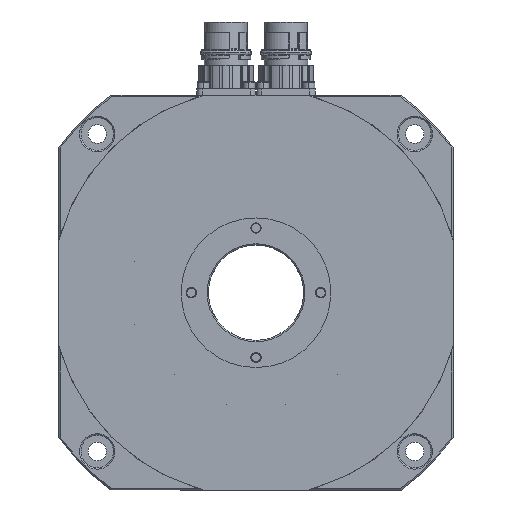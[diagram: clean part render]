
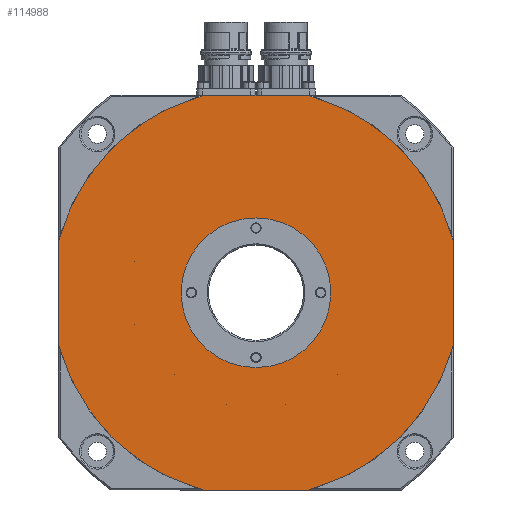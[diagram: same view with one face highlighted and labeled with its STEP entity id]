
A CAD part, left-side view. The second image highlights one B-rep face of the part: STEP entity #114988.
In plain terms, the highlighted planar face has unit normal (-1, 0, 0).
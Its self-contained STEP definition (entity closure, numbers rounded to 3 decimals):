
#11 = CARTESIAN_POINT ( 'NONE',  ( -27.5, 0., 0. ) ) ;
#489 = CARTESIAN_POINT ( 'NONE',  ( -27.5, 0., 0. ) ) ;
#1559 = CARTESIAN_POINT ( 'NONE',  ( -27.5, 72.5, 19.203 ) ) ;
#1735 = ORIENTED_EDGE ( 'NONE', *, *, #44953, .T. ) ;
#4272 = CARTESIAN_POINT ( 'NONE',  ( -27.5, -72.5, 19.203 ) ) ;
#5256 = EDGE_CURVE ( 'NONE', #82444, #24235, #63693, .T. ) ;
#7015 = CARTESIAN_POINT ( 'NONE',  ( -27.5, -72.5, -19.203 ) ) ;
#7708 = AXIS2_PLACEMENT_3D ( 'NONE', #11, #91049, #35920 ) ;
#8616 = CARTESIAN_POINT ( 'NONE',  ( -27.5, 0., 0. ) ) ;
#9443 = CARTESIAN_POINT ( 'NONE',  ( -27.5, -19.203, 72.5 ) ) ;
#9715 = DIRECTION ( 'NONE',  ( 0., 0., 1. ) ) ;
#10635 = VERTEX_POINT ( 'NONE', #9443 ) ;
#11597 = ORIENTED_EDGE ( 'NONE', *, *, #34313, .T. ) ;
#12889 = DIRECTION ( 'NONE',  ( 0., 1., 0. ) ) ;
#13045 = ORIENTED_EDGE ( 'NONE', *, *, #100592, .T. ) ;
#14303 = AXIS2_PLACEMENT_3D ( 'NONE', #83337, #28993, #64651 ) ;
#17283 = DIRECTION ( 'NONE',  ( 0., 0., 1. ) ) ;
#21354 = VERTEX_POINT ( 'NONE', #1559 ) ;
#22099 = EDGE_CURVE ( 'NONE', #25626, #41661, #30040, .T. ) ;
#22172 = ORIENTED_EDGE ( 'NONE', *, *, #93124, .T. ) ;
#24235 = VERTEX_POINT ( 'NONE', #77182 ) ;
#25626 = VERTEX_POINT ( 'NONE', #56974 ) ;
#25642 = CARTESIAN_POINT ( 'NONE',  ( -27.5, 0., 0. ) ) ;
#28078 = CIRCLE ( 'NONE', #109012, 75. ) ;
#28277 = VERTEX_POINT ( 'NONE', #4272 ) ;
#28993 = DIRECTION ( 'NONE',  ( -1., 0., 0. ) ) ;
#30040 = LINE ( 'NONE', #41645, #115185 ) ;
#30623 = VECTOR ( 'NONE', #12889, 1000. ) ;
#30744 = CARTESIAN_POINT ( 'NONE',  ( -27.5, 72.5, 72.5 ) ) ;
#32194 = VECTOR ( 'NONE', #54519, 1000. ) ;
#32342 = VERTEX_POINT ( 'NONE', #67414 ) ;
#33501 = CIRCLE ( 'NONE', #75058, 75. ) ;
#33690 = VERTEX_POINT ( 'NONE', #7015 ) ;
#34313 = EDGE_CURVE ( 'NONE', #32342, #25626, #90819, .T. ) ;
#35920 = DIRECTION ( 'NONE',  ( 0., 0., 1. ) ) ;
#35966 = DIRECTION ( 'NONE',  ( 0., 0., 1. ) ) ;
#36342 = DIRECTION ( 'NONE',  ( -1., 0., 0. ) ) ;
#41645 = CARTESIAN_POINT ( 'NONE',  ( -27.5, 72.5, -72.5 ) ) ;
#41661 = VERTEX_POINT ( 'NONE', #49146 ) ;
#42158 = FACE_BOUND ( 'NONE', #55020, .T. ) ;
#44953 = EDGE_CURVE ( 'NONE', #33690, #28277, #70519, .T. ) ;
#45370 = CARTESIAN_POINT ( 'NONE',  ( -27.5, -72.5, 72.5 ) ) ;
#49146 = CARTESIAN_POINT ( 'NONE',  ( -27.5, -19.203, -72.5 ) ) ;
#49681 = AXIS2_PLACEMENT_3D ( 'NONE', #8616, #116727, #90450 ) ;
#54519 = DIRECTION ( 'NONE',  ( 0., 0., 1. ) ) ;
#54788 = LINE ( 'NONE', #30744, #30623 ) ;
#55020 = EDGE_LOOP ( 'NONE', ( #85816, #100235 ) ) ;
#56974 = CARTESIAN_POINT ( 'NONE',  ( -27.5, 19.203, -72.5 ) ) ;
#60154 = ORIENTED_EDGE ( 'NONE', *, *, #89847, .T. ) ;
#60260 = ORIENTED_EDGE ( 'NONE', *, *, #22099, .T. ) ;
#60681 = CARTESIAN_POINT ( 'NONE',  ( -27.5, 72.5, 72.5 ) ) ;
#63469 = VERTEX_POINT ( 'NONE', #117125 ) ;
#63693 = CIRCLE ( 'NONE', #7708, 27.5 ) ;
#64099 = DIRECTION ( 'NONE',  ( -1., 0., 0. ) ) ;
#64651 = DIRECTION ( 'NONE',  ( 0., 0., 1. ) ) ;
#66302 = CARTESIAN_POINT ( 'NONE',  ( -27.5, 0., 0. ) ) ;
#67414 = CARTESIAN_POINT ( 'NONE',  ( -27.5, 72.5, -19.203 ) ) ;
#69058 = CARTESIAN_POINT ( 'NONE',  ( -27.5, 0., 27.5 ) ) ;
#70519 = LINE ( 'NONE', #45370, #32194 ) ;
#70538 = DIRECTION ( 'NONE',  ( 0., 0., -1. ) ) ;
#74346 = AXIS2_PLACEMENT_3D ( 'NONE', #66302, #75877, #94199 ) ;
#75058 = AXIS2_PLACEMENT_3D ( 'NONE', #489, #64099, #9715 ) ;
#75877 = DIRECTION ( 'NONE',  ( -1., 0., 0. ) ) ;
#77182 = CARTESIAN_POINT ( 'NONE',  ( -27.5, 0., -27.5 ) ) ;
#77645 = EDGE_CURVE ( 'NONE', #24235, #82444, #106635, .T. ) ;
#81847 = FACE_OUTER_BOUND ( 'NONE', #95420, .T. ) ;
#82444 = VERTEX_POINT ( 'NONE', #69058 ) ;
#82899 = AXIS2_PLACEMENT_3D ( 'NONE', #109379, #36342, #35966 ) ;
#83337 = CARTESIAN_POINT ( 'NONE',  ( -27.5, 0., 0. ) ) ;
#85816 = ORIENTED_EDGE ( 'NONE', *, *, #77645, .F. ) ;
#87940 = VECTOR ( 'NONE', #70538, 1000. ) ;
#89847 = EDGE_CURVE ( 'NONE', #28277, #10635, #33501, .T. ) ;
#90021 = EDGE_CURVE ( 'NONE', #10635, #63469, #54788, .T. ) ;
#90450 = DIRECTION ( 'NONE',  ( 0., 0., 1. ) ) ;
#90819 = CIRCLE ( 'NONE', #82899, 75. ) ;
#91049 = DIRECTION ( 'NONE',  ( -1., 0., 0. ) ) ;
#93124 = EDGE_CURVE ( 'NONE', #21354, #32342, #99368, .T. ) ;
#94199 = DIRECTION ( 'NONE',  ( 0., 0., 1. ) ) ;
#95021 = EDGE_CURVE ( 'NONE', #63469, #21354, #96092, .T. ) ;
#95420 = EDGE_LOOP ( 'NONE', ( #99461, #95575, #22172, #11597, #60260, #13045, #1735, #60154 ) ) ;
#95575 = ORIENTED_EDGE ( 'NONE', *, *, #95021, .T. ) ;
#96092 = CIRCLE ( 'NONE', #49681, 75. ) ;
#97191 = DIRECTION ( 'NONE',  ( 0., -1., 0. ) ) ;
#99368 = LINE ( 'NONE', #60681, #87940 ) ;
#99461 = ORIENTED_EDGE ( 'NONE', *, *, #90021, .T. ) ;
#100235 = ORIENTED_EDGE ( 'NONE', *, *, #5256, .F. ) ;
#100592 = EDGE_CURVE ( 'NONE', #41661, #33690, #28078, .T. ) ;
#106635 = CIRCLE ( 'NONE', #14303, 27.5 ) ;
#109012 = AXIS2_PLACEMENT_3D ( 'NONE', #25642, #117774, #17283 ) ;
#109379 = CARTESIAN_POINT ( 'NONE',  ( -27.5, 0., 0. ) ) ;
#111679 = PLANE ( 'NONE',  #74346 ) ;
#114988 = ADVANCED_FACE ( 'NONE', ( #81847, #42158 ), #111679, .T. ) ;
#115185 = VECTOR ( 'NONE', #97191, 1000. ) ;
#116727 = DIRECTION ( 'NONE',  ( -1., 0., 0. ) ) ;
#117125 = CARTESIAN_POINT ( 'NONE',  ( -27.5, 19.203, 72.5 ) ) ;
#117774 = DIRECTION ( 'NONE',  ( -1., 0., 0. ) ) ;
